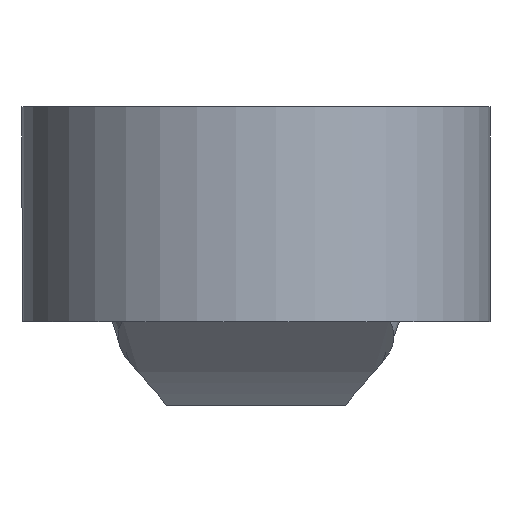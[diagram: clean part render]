
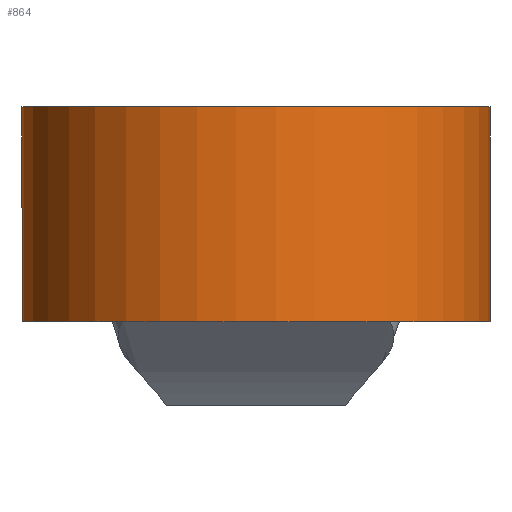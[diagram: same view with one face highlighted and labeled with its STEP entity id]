
A CAD part, front view. The second image highlights one B-rep face of the part: STEP entity #864.
In plain terms, the highlighted cylindrical face has radius 3.925 mm (diameter 7.85 mm), a partial arc.
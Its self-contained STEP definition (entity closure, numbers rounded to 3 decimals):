
#83=LINE('',#1571,#152);
#85=LINE('',#1574,#154);
#152=VECTOR('',#1139,10.);
#154=VECTOR('',#1143,10.);
#216=CYLINDRICAL_SURFACE('',#957,3.925);
#248=FACE_OUTER_BOUND('',#298,.T.);
#298=EDGE_LOOP('',(#697,#698,#699,#700));
#332=CIRCLE('',#920,3.925);
#345=CIRCLE('',#958,3.925);
#379=VERTEX_POINT('',#1362);
#380=VERTEX_POINT('',#1364);
#406=VERTEX_POINT('',#1521);
#408=VERTEX_POINT('',#1537);
#469=EDGE_CURVE('',#380,#379,#332,.T.);
#518=EDGE_CURVE('',#379,#408,#83,.T.);
#520=EDGE_CURVE('',#380,#406,#85,.T.);
#521=EDGE_CURVE('',#406,#408,#345,.T.);
#697=ORIENTED_EDGE('',*,*,#520,.F.);
#698=ORIENTED_EDGE('',*,*,#469,.T.);
#699=ORIENTED_EDGE('',*,*,#518,.T.);
#700=ORIENTED_EDGE('',*,*,#521,.F.);
#864=ADVANCED_FACE('',(#248),#216,.T.);
#920=AXIS2_PLACEMENT_3D('',#1365,#1046,#1047);
#957=AXIS2_PLACEMENT_3D('',#1573,#1141,#1142);
#958=AXIS2_PLACEMENT_3D('',#1575,#1144,#1145);
#1046=DIRECTION('center_axis',(0.,0.,
-1.));
#1047=DIRECTION('ref_axis',(1.,0.,0.));
#1139=DIRECTION('',(0.,0.,-1.));
#1141=DIRECTION('center_axis',(0.,0.,-1.));
#1142=DIRECTION('ref_axis',(0.,-1.,0.));
#1143=DIRECTION('',(0.,0.,-1.));
#1144=DIRECTION('center_axis',(0.,0.,
-1.));
#1145=DIRECTION('ref_axis',(1.,0.,0.));
#1362=CARTESIAN_POINT('',(-2.988,-54.955,9.));
#1364=CARTESIAN_POINT('',(2.988,-54.955,9.));
#1365=CARTESIAN_POINT('Origin',(0.,-57.5,9.));
#1521=CARTESIAN_POINT('',(2.988,-54.955,5.4));
#1537=CARTESIAN_POINT('',(-2.988,-54.955,5.4));
#1571=CARTESIAN_POINT('',(-2.988,-54.955,9.));
#1573=CARTESIAN_POINT('Origin',(0.,-57.5,9.));
#1574=CARTESIAN_POINT('',(2.988,-54.955,9.));
#1575=CARTESIAN_POINT('Origin',(0.,-57.5,5.4));
